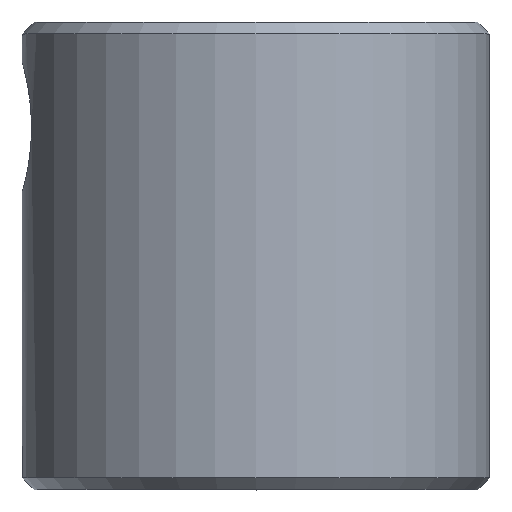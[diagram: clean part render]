
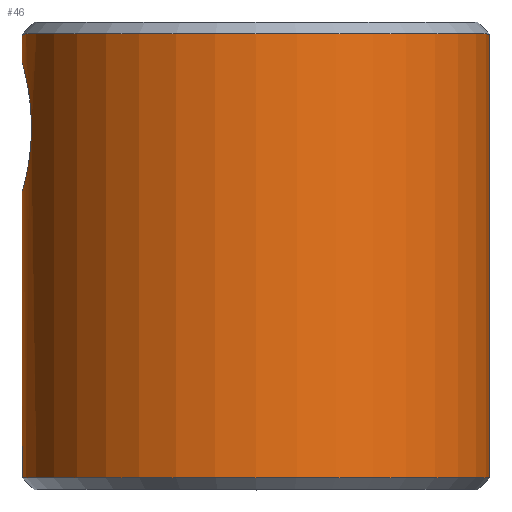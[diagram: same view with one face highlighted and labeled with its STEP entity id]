
A CAD part, top view. The second image highlights one B-rep face of the part: STEP entity #46.
In plain terms, the highlighted cylindrical face has radius 10 mm (diameter 20 mm), a full revolution.
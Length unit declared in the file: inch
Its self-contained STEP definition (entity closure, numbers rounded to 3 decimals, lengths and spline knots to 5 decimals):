
#1 = CARTESIAN_POINT ( 'NONE',  ( -0.38421, 0.67636, 0.08602 ) ) ;
#4 = CARTESIAN_POINT ( 'NONE',  ( -0.39275, 0.715, -0.02825 ) ) ;
#5 = CARTESIAN_POINT ( 'NONE',  ( -0.37873, 0.59598, -0.10756 ) ) ;
#8 = CARTESIAN_POINT ( 'NONE',  ( -0.38151, 0.5621, -0.09724 ) ) ;
#11 = CARTESIAN_POINT ( 'NONE',  ( -0.38419, 0.67625, -0.08611 ) ) ;
#15 = DIRECTION ( 'NONE',  ( 0., 0., -1. ) ) ;
#24 = EDGE_CURVE ( 'NONE', #330, #330, #257, .T. ) ;
#26 = CARTESIAN_POINT ( 'NONE',  ( -0.3935, 0.50268, 0.01428 ) ) ;
#28 = EDGE_LOOP ( 'NONE', ( #341 ) ) ;
#29 = AXIS2_PLACEMENT_3D ( 'NONE', #297, #300, #51 ) ;
#31 = CARTESIAN_POINT ( 'NONE',  ( -0.3922, 0.71297, 0.03491 ) ) ;
#34 = CARTESIAN_POINT ( 'NONE',  ( -0.38997, 0.7041, -0.05441 ) ) ;
#40 = CARTESIAN_POINT ( 'NONE',  ( -0.38814, 0.69622, -0.06618 ) ) ;
#44 = VERTEX_POINT ( 'NONE', #209 ) ;
#46 = ADVANCED_FACE ( 'NONE', ( #202, #220, #143 ), #331, .T. ) ;
#51 = DIRECTION ( 'NONE',  ( 0., 0., -1. ) ) ;
#57 = CARTESIAN_POINT ( 'NONE',  ( -0.38816, 0.52418, 0.06608 ) ) ;
#62 = CARTESIAN_POINT ( 'NONE',  ( -0.37852, 0.60304, -0.10827 ) ) ;
#64 = CARTESIAN_POINT ( 'NONE',  ( -0.38817, 0.69632, 0.06603 ) ) ;
#66 = CARTESIAN_POINT ( 'NONE',  ( -0.3795, 0.58208, -0.10478 ) ) ;
#68 = CARTESIAN_POINT ( 'NONE',  ( -0.39012, 0.51568, -0.05458 ) ) ;
#72 = CARTESIAN_POINT ( 'NONE',  ( -0.38619, 0.68684, 0.07651 ) ) ;
#79 = CARTESIAN_POINT ( 'NONE',  ( -0.3815, 0.65829, 0.09728 ) ) ;
#80 = CARTESIAN_POINT ( 'NONE',  ( -0.38008, 0.57524, 0.1027 ) ) ;
#83 = EDGE_LOOP ( 'NONE', ( #93 ) ) ;
#84 = CARTESIAN_POINT ( 'NONE',  ( -0.37951, 0.58199, 0.10476 ) ) ;
#85 = CARTESIAN_POINT ( 'NONE',  ( -0.37852, 0.60314, 0.10827 ) ) ;
#87 = CARTESIAN_POINT ( 'NONE',  ( -0.39219, 0.71291, -0.03507 ) ) ;
#91 = CIRCLE ( 'NONE', #29, 0.3937 ) ;
#92 = CARTESIAN_POINT ( 'NONE',  ( -0.3935, 0.7178, 0.01424 ) ) ;
#93 = ORIENTED_EDGE ( 'NONE', *, *, #234, .T. ) ;
#94 = CARTESIAN_POINT ( 'NONE',  ( -0.39275, 0.71502, 0.02816 ) ) ;
#95 = CARTESIAN_POINT ( 'NONE',  ( 0., 0.76772, 0. ) ) ;
#105 = CARTESIAN_POINT ( 'NONE',  ( -0.39275, 0.50546, 0.02818 ) ) ;
#108 = B_SPLINE_CURVE_WITH_KNOTS ( 'NONE', 3,
 ( #136, #132, #1, #241, #79, #269, #110, #329, #327, #85, #214, #84, #80, #191, #192, #352, #131, #301, #57, #323, #188, #167, #105, #26, #213, #322, #187, #295, #296, #68, #115, #199, #254, #305, #8, #250, #66, #5, #62, #170, #142, #111, #174, #224, #284, #11, #337, #286, #40, #34, #307, #87, #4, #335, #168, #203, #92, #94, #31, #197, #221, #64, #227, #339 ),
 .UNSPECIFIED., .T., .F.,
 ( 4, 2, 2, 2, 2, 2, 2, 2, 2, 2, 2, 2, 2, 2, 2, 2, 2, 2, 2, 2, 2, 2, 2, 2, 2, 2, 2, 2, 2, 2, 2, 4 ),
 ( 0., 0.00054, 0.00108, 0.00163, 0.00217, 0.00271, 0.00325, 0.00379, 0.00433, 0.00488, 0.00542, 0.00596, 0.0065, 0.00704, 0.00759, 0.00867, 0.00921, 0.00975, 0.01029, 0.01084, 0.01138, 0.01192, 0.01246, 0.013, 0.01355, 0.01409, 0.01463, 0.01517, 0.01571, 0.01626, 0.0168, 0.01734 ),
 .UNSPECIFIED. ) ;
#110 = CARTESIAN_POINT ( 'NONE',  ( -0.37951, 0.63847, 0.10477 ) ) ;
#111 = CARTESIAN_POINT ( 'NONE',  ( -0.3795, 0.63835, -0.10479 ) ) ;
#115 = CARTESIAN_POINT ( 'NONE',  ( -0.38816, 0.52373, -0.0666 ) ) ;
#131 = CARTESIAN_POINT ( 'NONE',  ( -0.38519, 0.53871, 0.08159 ) ) ;
#132 = CARTESIAN_POINT ( 'NONE',  ( -0.3852, 0.68181, 0.08155 ) ) ;
#136 = CARTESIAN_POINT ( 'NONE',  ( -0.38619, 0.68684, 0.07651 ) ) ;
#139 = AXIS2_PLACEMENT_3D ( 'NONE', #259, #251, #312 ) ;
#142 = CARTESIAN_POINT ( 'NONE',  ( -0.37873, 0.62449, -0.10756 ) ) ;
#143 = FACE_OUTER_BOUND ( 'NONE', #200, .T. ) ;
#150 = VERTEX_POINT ( 'NONE', #72 ) ;
#167 = CARTESIAN_POINT ( 'NONE',  ( -0.3922, 0.50752, 0.03496 ) ) ;
#168 = CARTESIAN_POINT ( 'NONE',  ( -0.3937, 0.7185, -0.00716 ) ) ;
#170 = CARTESIAN_POINT ( 'NONE',  ( -0.37852, 0.61738, -0.10827 ) ) ;
#174 = CARTESIAN_POINT ( 'NONE',  ( -0.38008, 0.64521, -0.10271 ) ) ;
#187 = CARTESIAN_POINT ( 'NONE',  ( -0.39351, 0.50267, -0.0142 ) ) ;
#188 = CARTESIAN_POINT ( 'NONE',  ( -0.3908, 0.513, 0.04815 ) ) ;
#191 = CARTESIAN_POINT ( 'NONE',  ( -0.3815, 0.5622, 0.09728 ) ) ;
#192 = CARTESIAN_POINT ( 'NONE',  ( -0.38236, 0.55586, 0.09389 ) ) ;
#197 = CARTESIAN_POINT ( 'NONE',  ( -0.39082, 0.70753, 0.04802 ) ) ;
#199 = CARTESIAN_POINT ( 'NONE',  ( -0.38521, 0.53862, -0.0815 ) ) ;
#200 = EDGE_LOOP ( 'NONE', ( #298 ) ) ;
#202 = FACE_BOUND ( 'NONE', #28, .T. ) ;
#203 = CARTESIAN_POINT ( 'NONE',  ( -0.3937, 0.71851, 0.00703 ) ) ;
#209 = CARTESIAN_POINT ( 'NONE',  ( 0., 0.01969, -0.3937 ) ) ;
#213 = CARTESIAN_POINT ( 'NONE',  ( -0.3937, 0.50197, 0.00708 ) ) ;
#214 = CARTESIAN_POINT ( 'NONE',  ( -0.37872, 0.596, 0.10756 ) ) ;
#220 = FACE_OUTER_BOUND ( 'NONE', #83, .T. ) ;
#221 = CARTESIAN_POINT ( 'NONE',  ( -0.38998, 0.70414, 0.05434 ) ) ;
#223 = DIRECTION ( 'NONE',  ( 0., -1., 0. ) ) ;
#224 = CARTESIAN_POINT ( 'NONE',  ( -0.38151, 0.65834, -0.09725 ) ) ;
#227 = CARTESIAN_POINT ( 'NONE',  ( -0.38719, 0.69187, 0.07148 ) ) ;
#234 = EDGE_CURVE ( 'NONE', #44, #44, #91, .T. ) ;
#241 = CARTESIAN_POINT ( 'NONE',  ( -0.38237, 0.66463, 0.09388 ) ) ;
#250 = CARTESIAN_POINT ( 'NONE',  ( -0.38009, 0.57518, -0.10268 ) ) ;
#251 = DIRECTION ( 'NONE',  ( 0., -1., 0. ) ) ;
#254 = CARTESIAN_POINT ( 'NONE',  ( -0.38421, 0.54413, -0.08603 ) ) ;
#257 = CIRCLE ( 'NONE', #272, 0.3937 ) ;
#259 = CARTESIAN_POINT ( 'NONE',  ( 0., 0., 0. ) ) ;
#262 = EDGE_CURVE ( 'NONE', #150, #150, #108, .T. ) ;
#269 = CARTESIAN_POINT ( 'NONE',  ( -0.38008, 0.64523, 0.1027 ) ) ;
#272 = AXIS2_PLACEMENT_3D ( 'NONE', #95, #223, #15 ) ;
#284 = CARTESIAN_POINT ( 'NONE',  ( -0.38235, 0.66454, -0.09393 ) ) ;
#286 = CARTESIAN_POINT ( 'NONE',  ( -0.38717, 0.69175, -0.0716 ) ) ;
#295 = CARTESIAN_POINT ( 'NONE',  ( -0.39276, 0.50545, -0.02815 ) ) ;
#296 = CARTESIAN_POINT ( 'NONE',  ( -0.39219, 0.50755, -0.03504 ) ) ;
#297 = CARTESIAN_POINT ( 'NONE',  ( 0., 0.01969, 0. ) ) ;
#298 = ORIENTED_EDGE ( 'NONE', *, *, #24, .T. ) ;
#300 = DIRECTION ( 'NONE',  ( 0., 1., 0. ) ) ;
#301 = CARTESIAN_POINT ( 'NONE',  ( -0.38717, 0.52872, 0.07161 ) ) ;
#305 = CARTESIAN_POINT ( 'NONE',  ( -0.38236, 0.5559, -0.09391 ) ) ;
#307 = CARTESIAN_POINT ( 'NONE',  ( -0.39081, 0.70749, -0.04811 ) ) ;
#312 = DIRECTION ( 'NONE',  ( 0., 0., -1. ) ) ;
#322 = CARTESIAN_POINT ( 'NONE',  ( -0.3937, 0.50197, -0.00715 ) ) ;
#323 = CARTESIAN_POINT ( 'NONE',  ( -0.38997, 0.51636, 0.05439 ) ) ;
#327 = CARTESIAN_POINT ( 'NONE',  ( -0.37852, 0.61731, 0.10827 ) ) ;
#329 = CARTESIAN_POINT ( 'NONE',  ( -0.37872, 0.62445, 0.10757 ) ) ;
#330 = VERTEX_POINT ( 'NONE', #332 ) ;
#331 = CYLINDRICAL_SURFACE ( 'NONE', #139, 0.3937 ) ;
#332 = CARTESIAN_POINT ( 'NONE',  ( 0., 0.76772, -0.3937 ) ) ;
#335 = CARTESIAN_POINT ( 'NONE',  ( -0.39351, 0.7178, -0.01422 ) ) ;
#337 = CARTESIAN_POINT ( 'NONE',  ( -0.38519, 0.68179, -0.08156 ) ) ;
#339 = CARTESIAN_POINT ( 'NONE',  ( -0.38619, 0.68684, 0.07651 ) ) ;
#341 = ORIENTED_EDGE ( 'NONE', *, *, #262, .T. ) ;
#352 = CARTESIAN_POINT ( 'NONE',  ( -0.38421, 0.54414, 0.08604 ) ) ;
